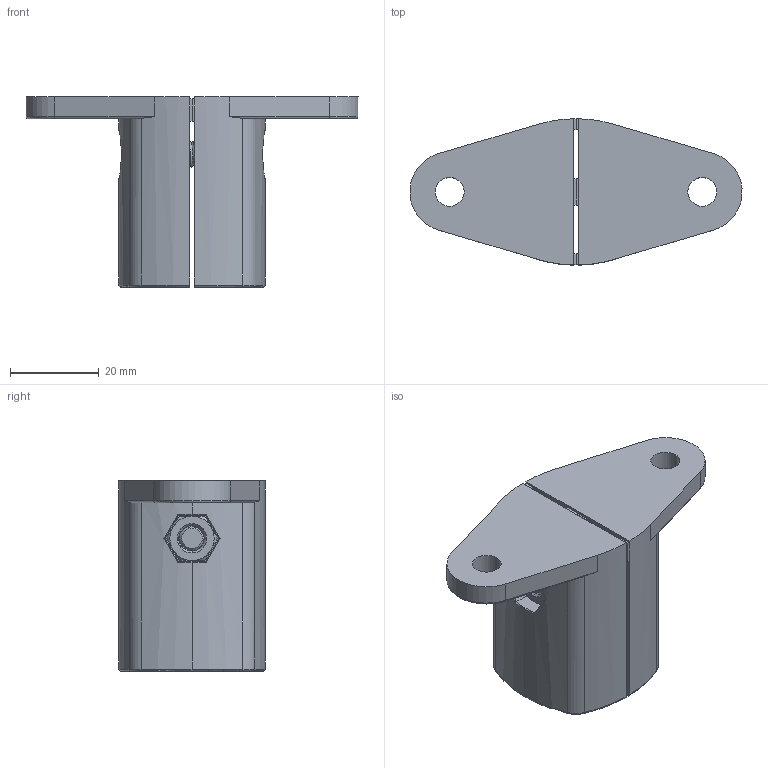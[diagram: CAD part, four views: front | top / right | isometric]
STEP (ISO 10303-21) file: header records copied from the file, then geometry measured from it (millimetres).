
FILE_DESCRIPTION (( 'STEP AP214' ), '1' );
FILE_NAME ('B390 Ñîåäèíèòåëü òðóáíîãî ïðîôèëÿ Ô28 ñ Ò-ïàçîì.STEP', '2024-01-24T12:28:37', ( '' ), ( '' ), 'SwSTEP 2.0', 'SolidWorks 2022', '' );
FILE_SCHEMA (( 'AUTOMOTIVE_DESIGN' ));
Length unit declared in the file: millimetre
Products named in the file (1): B390 Соединитель трубного профиля Ф28 с Т-пазом
Bounding box: 74.93 x 32.99 x 43 mm (x, y, z)
Volume: 26310.1 mm3; surface area: 15521.6 mm2
Topology: 4 solids, 4 shells, 329 faces, 896 edges, 579 vertices
Faces by surface type: plane 128, cylinder 116, bspline 42, cone 27, torus 16
Entity records: 20669 total; most frequent: CARTESIAN_POINT 9240, ORIENTED_EDGE 1792, DIRECTION 1370, EDGE_CURVE 896, VERTEX_POINT 579, AXIS2_PLACEMENT_3D 490, VECTOR 390, LINE 390
